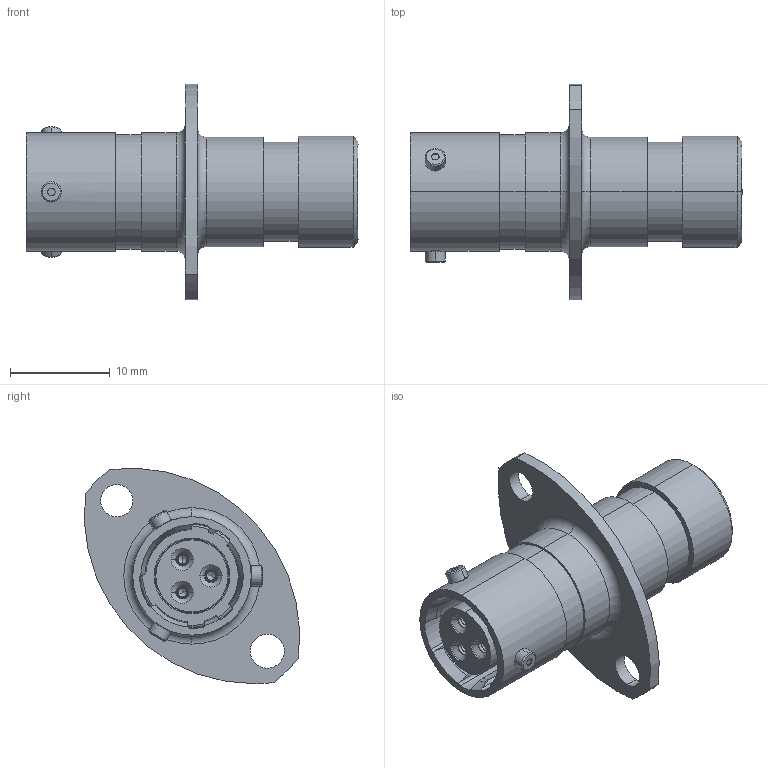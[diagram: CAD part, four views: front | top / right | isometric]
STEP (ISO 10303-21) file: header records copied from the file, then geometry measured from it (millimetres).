
FILE_DESCRIPTION (( 'STEP AP214' ), '1' );
FILE_NAME ('AS008-98SA.STEP', '2019-10-02T10:25:59', ( 'TE Connectivity' ), ( 'TE Connectivity' ), 'SwSTEP 2.0', 'SolidWorks 2016', '' );
FILE_SCHEMA (( 'AUTOMOTIVE_DESIGN' ));
Length unit declared in the file: millimetre
Products named in the file (1): AS008-98SA
Bounding box: 33.31 x 21.59 x 21.61 mm (x, y, z)
Volume: 2980.4 mm3; surface area: 5617.8 mm2
Topology: 15 solids, 15 shells, 519 faces, 1150 edges, 671 vertices
Faces by surface type: cylinder 171, torus 141, cone 110, plane 89, sphere 8
Entity records: 20525 total; most frequent: DIRECTION 2820, CARTESIAN_POINT 2800, ORIENTED_EDGE 2268, AXIS2_PLACEMENT_3D 1241, EDGE_CURVE 1134, CIRCLE 721, VERTEX_POINT 669, EDGE_LOOP 577
